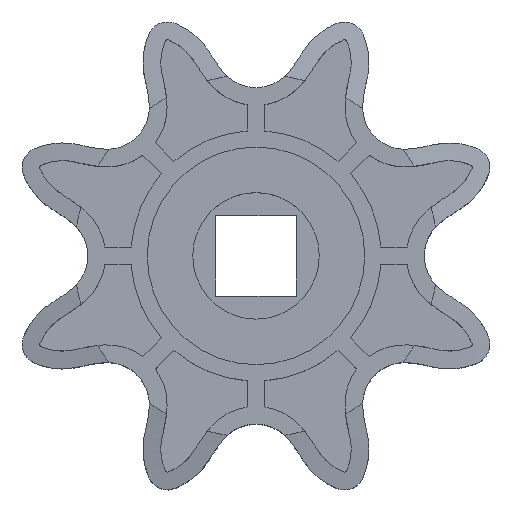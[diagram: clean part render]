
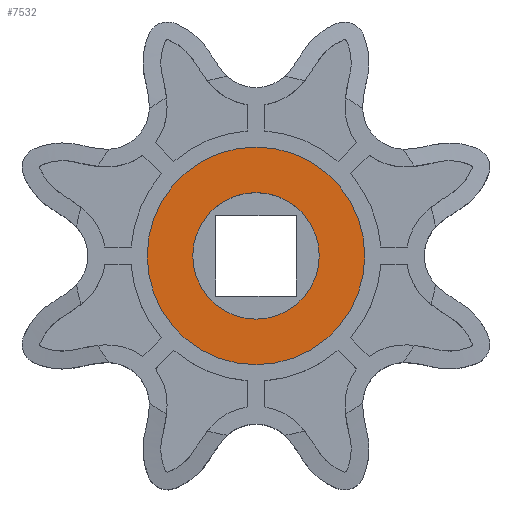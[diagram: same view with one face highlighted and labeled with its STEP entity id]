
A CAD part, top view. The second image highlights one B-rep face of the part: STEP entity #7532.
In plain terms, the highlighted planar face has unit normal (0, 0, 1).
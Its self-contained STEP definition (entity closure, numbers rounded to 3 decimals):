
#200 = FACE_OUTER_BOUND ( 'NONE', #4366, .T. ) ;
#602 = ORIENTED_EDGE ( 'NONE', *, *, #16058, .T. ) ;
#705 = DIRECTION ( 'NONE',  ( 0., 0., 1. ) ) ;
#930 = DIRECTION ( 'NONE',  ( 0., 0., 1. ) ) ;
#1189 = ORIENTED_EDGE ( 'NONE', *, *, #13597, .F. ) ;
#1202 = VERTEX_POINT ( 'NONE', #2866 ) ;
#1513 = AXIS2_PLACEMENT_3D ( 'NONE', #3787, #3754, #3734 ) ;
#2014 = AXIS2_PLACEMENT_3D ( 'NONE', #11736, #11668, #11611 ) ;
#2139 = VERTEX_POINT ( 'NONE', #9725 ) ;
#2788 = CIRCLE ( 'NONE', #11915, 2.5 ) ;
#2866 = CARTESIAN_POINT ( 'NONE',  ( -2.5, 0., 3.175 ) ) ;
#3734 = DIRECTION ( 'NONE',  ( 1., 0., 0. ) ) ;
#3754 = DIRECTION ( 'NONE',  ( 0., 0., 1. ) ) ;
#3787 = CARTESIAN_POINT ( 'NONE',  ( 0., 0., 3.175 ) ) ;
#4366 = EDGE_LOOP ( 'NONE', ( #602, #10663 ) ) ;
#4388 = CARTESIAN_POINT ( 'NONE',  ( -4.3, 0., 3.175 ) ) ;
#5039 = CARTESIAN_POINT ( 'NONE',  ( 4.3, 0., 3.175 ) ) ;
#5098 = CARTESIAN_POINT ( 'NONE',  ( 0., 0., 3.175 ) ) ;
#6267 = CIRCLE ( 'NONE', #1513, 4.3 ) ;
#6282 = DIRECTION ( 'NONE',  ( 1., 0., 0. ) ) ;
#7532 = ADVANCED_FACE ( 'NONE', ( #15626, #200 ), #13168, .T. ) ;
#7714 = CARTESIAN_POINT ( 'NONE',  ( 0., 0., 3.175 ) ) ;
#7948 = CARTESIAN_POINT ( 'NONE',  ( 0., 0., 3.175 ) ) ;
#8012 = EDGE_CURVE ( 'NONE', #11602, #16284, #6267, .T. ) ;
#8908 = DIRECTION ( 'NONE',  ( 1., 0., 0. ) ) ;
#9128 = AXIS2_PLACEMENT_3D ( 'NONE', #7948, #930, #9174 ) ;
#9174 = DIRECTION ( 'NONE',  ( 1., 0., 0. ) ) ;
#9725 = CARTESIAN_POINT ( 'NONE',  ( 2.5, 0., 3.175 ) ) ;
#9808 = EDGE_LOOP ( 'NONE', ( #1189, #13104 ) ) ;
#10663 = ORIENTED_EDGE ( 'NONE', *, *, #8012, .T. ) ;
#11602 = VERTEX_POINT ( 'NONE', #4388 ) ;
#11611 = DIRECTION ( 'NONE',  ( 1., 0., 0. ) ) ;
#11668 = DIRECTION ( 'NONE',  ( 0., 0., 1. ) ) ;
#11736 = CARTESIAN_POINT ( 'NONE',  ( 0., 0., 3.175 ) ) ;
#11866 = AXIS2_PLACEMENT_3D ( 'NONE', #5098, #14150, #6282 ) ;
#11915 = AXIS2_PLACEMENT_3D ( 'NONE', #7714, #705, #8908 ) ;
#13104 = ORIENTED_EDGE ( 'NONE', *, *, #13785, .F. ) ;
#13168 = PLANE ( 'NONE',  #2014 ) ;
#13363 = CIRCLE ( 'NONE', #11866, 2.5 ) ;
#13458 = CIRCLE ( 'NONE', #9128, 4.3 ) ;
#13597 = EDGE_CURVE ( 'NONE', #2139, #1202, #2788, .T. ) ;
#13785 = EDGE_CURVE ( 'NONE', #1202, #2139, #13363, .T. ) ;
#14150 = DIRECTION ( 'NONE',  ( 0., 0., 1. ) ) ;
#15626 = FACE_BOUND ( 'NONE', #9808, .T. ) ;
#16058 = EDGE_CURVE ( 'NONE', #16284, #11602, #13458, .T. ) ;
#16284 = VERTEX_POINT ( 'NONE', #5039 ) ;
